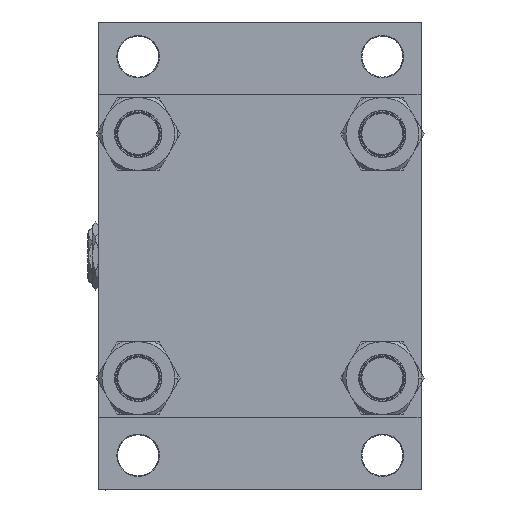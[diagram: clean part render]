
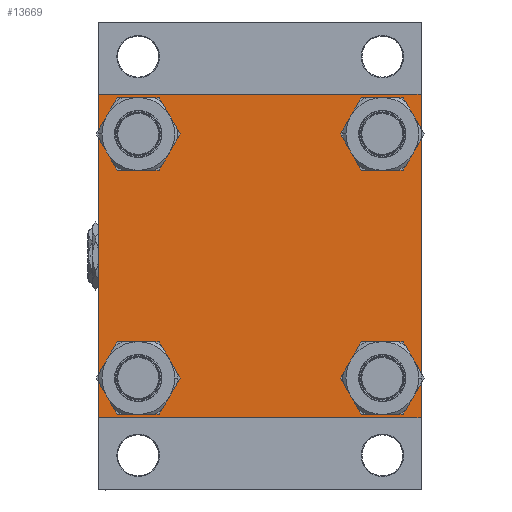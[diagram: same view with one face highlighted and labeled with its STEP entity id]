
A CAD part, left-side view. The second image highlights one B-rep face of the part: STEP entity #13669.
In plain terms, the highlighted planar face has unit normal (-1, 0, 0).
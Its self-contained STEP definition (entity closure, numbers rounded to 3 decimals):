
#276 = DIRECTION ( 'NONE',  ( 1., 0., 0. ) ) ;
#381 = EDGE_CURVE ( 'NONE', #6282, #39673, #47852, .T. ) ;
#703 = ORIENTED_EDGE ( 'NONE', *, *, #38388, .T. ) ;
#780 = CARTESIAN_POINT ( 'NONE',  ( 0., 77.45, -77.45 ) ) ;
#1137 = ORIENTED_EDGE ( 'NONE', *, *, #5047, .T. ) ;
#1554 = CARTESIAN_POINT ( 'NONE',  ( 0., 102.5, 102.5 ) ) ;
#2077 = EDGE_CURVE ( 'NONE', #39673, #6282, #50336, .T. ) ;
#2088 = FACE_OUTER_BOUND ( 'NONE', #41867, .T. ) ;
#2344 = ORIENTED_EDGE ( 'NONE', *, *, #43320, .F. ) ;
#2397 = CARTESIAN_POINT ( 'NONE',  ( 0., -102.5, -102. ) ) ;
#2613 = VERTEX_POINT ( 'NONE', #35241 ) ;
#2678 = VECTOR ( 'NONE', #48469, 1000. ) ;
#3289 = DIRECTION ( 'NONE',  ( 0., -0.707, 0.707 ) ) ;
#4328 = ORIENTED_EDGE ( 'NONE', *, *, #41553, .T. ) ;
#4372 = CARTESIAN_POINT ( 'NONE',  ( 0., -77.45, 63.45 ) ) ;
#5047 = EDGE_CURVE ( 'NONE', #46325, #6509, #30102, .T. ) ;
#5387 = EDGE_CURVE ( 'NONE', #6509, #46325, #38822, .T. ) ;
#5620 = ORIENTED_EDGE ( 'NONE', *, *, #39936, .T. ) ;
#5921 = DIRECTION ( 'NONE',  ( 1., 0., 0. ) ) ;
#6141 = LINE ( 'NONE', #14036, #24958 ) ;
#6282 = VERTEX_POINT ( 'NONE', #22386 ) ;
#6509 = VERTEX_POINT ( 'NONE', #14946 ) ;
#7115 = LINE ( 'NONE', #41734, #17592 ) ;
#7345 = ORIENTED_EDGE ( 'NONE', *, *, #22893, .T. ) ;
#7568 = CIRCLE ( 'NONE', #40883, 14. ) ;
#7706 = CARTESIAN_POINT ( 'NONE',  ( 0., -102.5, 102. ) ) ;
#8679 = DIRECTION ( 'NONE',  ( 0., -1., 0. ) ) ;
#8978 = DIRECTION ( 'NONE',  ( 0., 0., 1. ) ) ;
#10032 = CARTESIAN_POINT ( 'NONE',  ( 0., -102., -102.5 ) ) ;
#11780 = CARTESIAN_POINT ( 'NONE',  ( 0., -102., 102.5 ) ) ;
#12059 = EDGE_CURVE ( 'NONE', #33035, #18485, #7568, .T. ) ;
#12497 = LINE ( 'NONE', #35170, #22499 ) ;
#12969 = CARTESIAN_POINT ( 'NONE',  ( 0., 102.5, 102. ) ) ;
#13192 = CARTESIAN_POINT ( 'NONE',  ( 0., -77.45, 91.45 ) ) ;
#13669 = ADVANCED_FACE ( 'NONE', ( #21670, #24742, #36963, #16856, #2088 ), #44112, .T. ) ;
#14036 = CARTESIAN_POINT ( 'NONE',  ( 0., 102.5, -102.5 ) ) ;
#14098 = CARTESIAN_POINT ( 'NONE',  ( 0., -102.5, 102.5 ) ) ;
#14413 = EDGE_LOOP ( 'NONE', ( #1137, #28732 ) ) ;
#14744 = CARTESIAN_POINT ( 'NONE',  ( 0., -102.25, -102.25 ) ) ;
#14946 = CARTESIAN_POINT ( 'NONE',  ( 0., -77.45, -91.45 ) ) ;
#15514 = CARTESIAN_POINT ( 'NONE',  ( 0., 77.45, -77.45 ) ) ;
#16050 = ORIENTED_EDGE ( 'NONE', *, *, #2077, .T. ) ;
#16130 = EDGE_LOOP ( 'NONE', ( #4328, #7345 ) ) ;
#16238 = EDGE_CURVE ( 'NONE', #17938, #48892, #17143, .T. ) ;
#16374 = DIRECTION ( 'NONE',  ( 1., 0., 0. ) ) ;
#16856 = FACE_BOUND ( 'NONE', #16130, .T. ) ;
#17143 = LINE ( 'NONE', #24513, #2678 ) ;
#17205 = DIRECTION ( 'NONE',  ( 1., 0., 0. ) ) ;
#17545 = AXIS2_PLACEMENT_3D ( 'NONE', #49447, #29824, #36736 ) ;
#17547 = ORIENTED_EDGE ( 'NONE', *, *, #41407, .T. ) ;
#17592 = VECTOR ( 'NONE', #33336, 1000. ) ;
#17938 = VERTEX_POINT ( 'NONE', #7706 ) ;
#18118 = CARTESIAN_POINT ( 'NONE',  ( 0., -77.45, -77.45 ) ) ;
#18485 = VERTEX_POINT ( 'NONE', #13192 ) ;
#18742 = CARTESIAN_POINT ( 'NONE',  ( 0., 102.5, -102. ) ) ;
#18785 = ORIENTED_EDGE ( 'NONE', *, *, #40448, .T. ) ;
#19022 = EDGE_CURVE ( 'NONE', #42173, #48892, #25214, .T. ) ;
#19239 = EDGE_LOOP ( 'NONE', ( #16050, #31908 ) ) ;
#19575 = ORIENTED_EDGE ( 'NONE', *, *, #44772, .T. ) ;
#19739 = VERTEX_POINT ( 'NONE', #26340 ) ;
#21024 = CARTESIAN_POINT ( 'NONE',  ( 0., -77.45, 77.45 ) ) ;
#21670 = FACE_BOUND ( 'NONE', #34518, .T. ) ;
#21684 = ORIENTED_EDGE ( 'NONE', *, *, #25116, .T. ) ;
#22386 = CARTESIAN_POINT ( 'NONE',  ( 0., 77.45, -91.45 ) ) ;
#22499 = VECTOR ( 'NONE', #27536, 1000. ) ;
#22612 = AXIS2_PLACEMENT_3D ( 'NONE', #780, #276, #31832 ) ;
#22638 = VECTOR ( 'NONE', #29617, 1000. ) ;
#22893 = EDGE_CURVE ( 'NONE', #19739, #31867, #41931, .T. ) ;
#23361 = VECTOR ( 'NONE', #23823, 1000. ) ;
#23761 = CARTESIAN_POINT ( 'NONE',  ( 0., 77.45, -63.45 ) ) ;
#23823 = DIRECTION ( 'NONE',  ( 0., 0., -1. ) ) ;
#24189 = CIRCLE ( 'NONE', #30715, 14. ) ;
#24513 = CARTESIAN_POINT ( 'NONE',  ( 0., -102.25, 102.25 ) ) ;
#24742 = FACE_BOUND ( 'NONE', #14413, .T. ) ;
#24958 = VECTOR ( 'NONE', #48182, 1000. ) ;
#25116 = EDGE_CURVE ( 'NONE', #2613, #48753, #6141, .T. ) ;
#25214 = LINE ( 'NONE', #1554, #30418 ) ;
#26340 = CARTESIAN_POINT ( 'NONE',  ( 0., 77.45, 63.45 ) ) ;
#27405 = AXIS2_PLACEMENT_3D ( 'NONE', #21024, #17205, #32731 ) ;
#27494 = CARTESIAN_POINT ( 'NONE',  ( 0., -77.45, 77.45 ) ) ;
#27536 = DIRECTION ( 'NONE',  ( 0., -0.707, -0.707 ) ) ;
#27944 = AXIS2_PLACEMENT_3D ( 'NONE', #29319, #32385, #8978 ) ;
#28732 = ORIENTED_EDGE ( 'NONE', *, *, #5387, .T. ) ;
#29225 = ORIENTED_EDGE ( 'NONE', *, *, #16238, .T. ) ;
#29319 = CARTESIAN_POINT ( 'NONE',  ( 0., 0., 0. ) ) ;
#29617 = DIRECTION ( 'NONE',  ( 0., 0., -1. ) ) ;
#29824 = DIRECTION ( 'NONE',  ( 1., 0., 0. ) ) ;
#30102 = CIRCLE ( 'NONE', #39856, 14. ) ;
#30418 = VECTOR ( 'NONE', #8679, 1000. ) ;
#30715 = AXIS2_PLACEMENT_3D ( 'NONE', #46698, #16374, #43376 ) ;
#30825 = VECTOR ( 'NONE', #3289, 1000. ) ;
#31044 = DIRECTION ( 'NONE',  ( 1., 0., 0. ) ) ;
#31832 = DIRECTION ( 'NONE',  ( 0., 0., 1. ) ) ;
#31867 = VERTEX_POINT ( 'NONE', #48540 ) ;
#31908 = ORIENTED_EDGE ( 'NONE', *, *, #381, .T. ) ;
#32113 = CARTESIAN_POINT ( 'NONE',  ( 0., 102., 102.5 ) ) ;
#32284 = VERTEX_POINT ( 'NONE', #12969 ) ;
#32299 = AXIS2_PLACEMENT_3D ( 'NONE', #50144, #41733, #37923 ) ;
#32385 = DIRECTION ( 'NONE',  ( -1., 0., 0. ) ) ;
#32731 = DIRECTION ( 'NONE',  ( 0., 0., 1. ) ) ;
#33035 = VERTEX_POINT ( 'NONE', #4372 ) ;
#33336 = DIRECTION ( 'NONE',  ( 0., 0.707, -0.707 ) ) ;
#33441 = LINE ( 'NONE', #14098, #22638 ) ;
#34518 = EDGE_LOOP ( 'NONE', ( #18785, #38438 ) ) ;
#34862 = AXIS2_PLACEMENT_3D ( 'NONE', #15514, #31044, #46583 ) ;
#35170 = CARTESIAN_POINT ( 'NONE',  ( 0., 102.25, -102.25 ) ) ;
#35241 = CARTESIAN_POINT ( 'NONE',  ( 0., 102., -102.5 ) ) ;
#35301 = CARTESIAN_POINT ( 'NONE',  ( 0., 102.5, 102.5 ) ) ;
#35806 = ORIENTED_EDGE ( 'NONE', *, *, #19022, .F. ) ;
#36736 = DIRECTION ( 'NONE',  ( 0., 0., 1. ) ) ;
#36963 = FACE_BOUND ( 'NONE', #19239, .T. ) ;
#36981 = DIRECTION ( 'NONE',  ( 0., 0., 1. ) ) ;
#37923 = DIRECTION ( 'NONE',  ( 0., 0., 1. ) ) ;
#38388 = EDGE_CURVE ( 'NONE', #42173, #32284, #7115, .T. ) ;
#38438 = ORIENTED_EDGE ( 'NONE', *, *, #12059, .T. ) ;
#38822 = CIRCLE ( 'NONE', #32299, 14. ) ;
#39673 = VERTEX_POINT ( 'NONE', #23761 ) ;
#39856 = AXIS2_PLACEMENT_3D ( 'NONE', #18118, #5921, #36981 ) ;
#39936 = EDGE_CURVE ( 'NONE', #45150, #2613, #12497, .T. ) ;
#40448 = EDGE_CURVE ( 'NONE', #18485, #33035, #45294, .T. ) ;
#40883 = AXIS2_PLACEMENT_3D ( 'NONE', #27494, #49931, #46855 ) ;
#41407 = EDGE_CURVE ( 'NONE', #32284, #45150, #47023, .T. ) ;
#41553 = EDGE_CURVE ( 'NONE', #31867, #19739, #24189, .T. ) ;
#41733 = DIRECTION ( 'NONE',  ( 1., 0., 0. ) ) ;
#41734 = CARTESIAN_POINT ( 'NONE',  ( 0., 102.25, 102.25 ) ) ;
#41867 = EDGE_LOOP ( 'NONE', ( #17547, #5620, #21684, #19575, #2344, #29225, #35806, #703 ) ) ;
#41931 = CIRCLE ( 'NONE', #17545, 14. ) ;
#42173 = VERTEX_POINT ( 'NONE', #32113 ) ;
#43313 = VERTEX_POINT ( 'NONE', #2397 ) ;
#43320 = EDGE_CURVE ( 'NONE', #17938, #43313, #33441, .T. ) ;
#43376 = DIRECTION ( 'NONE',  ( 0., 0., 1. ) ) ;
#44112 = PLANE ( 'NONE',  #27944 ) ;
#44772 = EDGE_CURVE ( 'NONE', #48753, #43313, #49632, .T. ) ;
#45150 = VERTEX_POINT ( 'NONE', #18742 ) ;
#45294 = CIRCLE ( 'NONE', #27405, 14. ) ;
#45941 = CARTESIAN_POINT ( 'NONE',  ( 0., -77.45, -63.45 ) ) ;
#46325 = VERTEX_POINT ( 'NONE', #45941 ) ;
#46583 = DIRECTION ( 'NONE',  ( 0., 0., 1. ) ) ;
#46698 = CARTESIAN_POINT ( 'NONE',  ( 0., 77.45, 77.45 ) ) ;
#46855 = DIRECTION ( 'NONE',  ( 0., 0., 1. ) ) ;
#47023 = LINE ( 'NONE', #35301, #23361 ) ;
#47852 = CIRCLE ( 'NONE', #22612, 14. ) ;
#48182 = DIRECTION ( 'NONE',  ( 0., -1., 0. ) ) ;
#48469 = DIRECTION ( 'NONE',  ( 0., 0.707, 0.707 ) ) ;
#48540 = CARTESIAN_POINT ( 'NONE',  ( 0., 77.45, 91.45 ) ) ;
#48753 = VERTEX_POINT ( 'NONE', #10032 ) ;
#48892 = VERTEX_POINT ( 'NONE', #11780 ) ;
#49447 = CARTESIAN_POINT ( 'NONE',  ( 0., 77.45, 77.45 ) ) ;
#49632 = LINE ( 'NONE', #14744, #30825 ) ;
#49931 = DIRECTION ( 'NONE',  ( 1., 0., 0. ) ) ;
#50144 = CARTESIAN_POINT ( 'NONE',  ( 0., -77.45, -77.45 ) ) ;
#50336 = CIRCLE ( 'NONE', #34862, 14. ) ;
